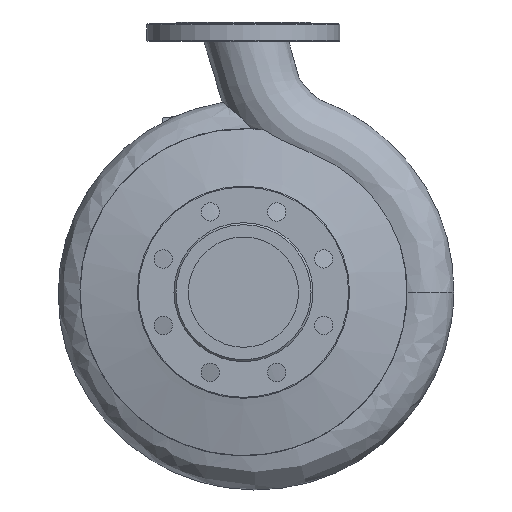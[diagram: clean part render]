
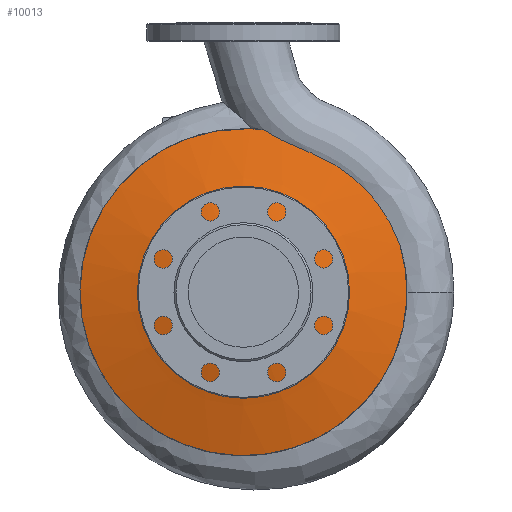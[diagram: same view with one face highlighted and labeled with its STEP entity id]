
A CAD part, left-side view. The second image highlights one B-rep face of the part: STEP entity #10013.
In plain terms, the highlighted conical face has half-angle 75.779 degrees and reference radius 118.295 mm.
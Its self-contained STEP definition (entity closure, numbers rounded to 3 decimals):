
#34=CONICAL_SURFACE('',#11017,118.295,1.323);
#379=FACE_BOUND('',#2430,.T.);
#842=CIRCLE('',#11018,169.44);
#843=CIRCLE('',#11019,67.15);
#1729=FACE_OUTER_BOUND('',#2429,.T.);
#2429=EDGE_LOOP('',(#9371,#9372));
#2430=EDGE_LOOP('',(#9373));
#2528=B_SPLINE_CURVE_WITH_KNOTS('',3,(#20681,#20682,#20683,#20684,#20685,
#20686,#20687,#20688,#20689,#20690,#20691,#20692,#20693,#20694,#20695,#20696,
#20697,#20698,#20699,#20700,#20701,#20702,#20703,#20704,#20705,#20706,#20707,
#20708,#20709,#20710,#20711,#20712,#20713,#20714,#20715,#20716,#20717,#20718,
#20719,#20720,#20721,#20722,#20723,#20724,#20725,#20726,#20727,#20728,#20729,
#20730,#20731,#20732,#20733,#20734,#20735,#20736,#20737,#20738),
 .UNSPECIFIED.,.F.,.F.,(4,3,3,3,3,3,3,3,3,3,3,3,3,3,3,3,3,3,3,4),(5.092,
6.465,6.854,12.564,13.749,14.034,
17.46,19.174,20.03,20.459,20.569,
20.887,21.321,21.596,21.668,23.471,
24.356,24.529,24.687,26.199),
 .UNSPECIFIED.);
#5186=VERTEX_POINT('',#20675);
#5187=VERTEX_POINT('',#20680);
#5190=VERTEX_POINT('',#20791);
#6591=EDGE_CURVE('',#5187,#5186,#2528,.T.);
#6596=EDGE_CURVE('',#5186,#5187,#842,.T.);
#6597=EDGE_CURVE('',#5190,#5190,#843,.T.);
#9371=ORIENTED_EDGE('',*,*,#6591,.T.);
#9372=ORIENTED_EDGE('',*,*,#6596,.T.);
#9373=ORIENTED_EDGE('',*,*,#6597,.F.);
#10013=ADVANCED_FACE('',(#1729,#379),#34,.T.);
#11017=AXIS2_PLACEMENT_3D('',#20789,#13857,#13858);
#11018=AXIS2_PLACEMENT_3D('',#20790,#13859,#13860);
#11019=AXIS2_PLACEMENT_3D('',#20792,#13861,#13862);
#13857=DIRECTION('center_axis',(1.,0.,0.));
#13858=DIRECTION('ref_axis',(0.,0.,
1.));
#13859=DIRECTION('center_axis',(-1.,0.,0.));
#13860=DIRECTION('ref_axis',(0.,0.,
1.));
#13861=DIRECTION('center_axis',(-1.,0.,0.));
#13862=DIRECTION('ref_axis',(0.,0.,
1.));
#20675=CARTESIAN_POINT('',(-36.576,-21.723,300.042));
#20680=CARTESIAN_POINT('',(-36.576,-162.044,181.515));
#20681=CARTESIAN_POINT('Ctrl Pts',(-36.576,-162.044,181.515));
#20682=CARTESIAN_POINT('Ctrl Pts',(-36.637,-160.483,
185.793));
#20683=CARTESIAN_POINT('Ctrl Pts',(-36.701,-158.742,
190.011));
#20684=CARTESIAN_POINT('Ctrl Pts',(-36.765,-156.824,
194.159));
#20685=CARTESIAN_POINT('Ctrl Pts',(-36.784,-156.28,
195.335));
#20686=CARTESIAN_POINT('Ctrl Pts',(-36.802,-155.722,
196.504));
#20687=CARTESIAN_POINT('Ctrl Pts',(-36.821,-155.155,
197.655));
#20688=CARTESIAN_POINT('Ctrl Pts',(-37.091,-146.854,
214.537));
#20689=CARTESIAN_POINT('Ctrl Pts',(-37.361,-136.517,
228.218));
#20690=CARTESIAN_POINT('Ctrl Pts',(-37.615,-126.053,
238.997));
#20691=CARTESIAN_POINT('Ctrl Pts',(-37.668,-123.88,
241.235));
#20692=CARTESIAN_POINT('Ctrl Pts',(-37.72,-121.703,
243.347));
#20693=CARTESIAN_POINT('Ctrl Pts',(-37.771,-119.538,
245.338));
#20694=CARTESIAN_POINT('Ctrl Pts',(-37.783,-119.017,
245.817));
#20695=CARTESIAN_POINT('Ctrl Pts',(-37.795,-118.497,
246.289));
#20696=CARTESIAN_POINT('Ctrl Pts',(-37.808,-117.967,246.763));
#20697=CARTESIAN_POINT('Ctrl Pts',(-37.959,-111.591,
252.462));
#20698=CARTESIAN_POINT('Ctrl Pts',(-38.141,-104.134,
258.155));
#20699=CARTESIAN_POINT('Ctrl Pts',(-38.341,-95.44,
263.492));
#20700=CARTESIAN_POINT('Ctrl Pts',(-38.44,-91.093,266.161));
#20701=CARTESIAN_POINT('Ctrl Pts',(-38.545,-86.435,
268.739));
#20702=CARTESIAN_POINT('Ctrl Pts',(-38.65,-81.444,
271.178));
#20703=CARTESIAN_POINT('Ctrl Pts',(-38.703,-78.949,272.397));
#20704=CARTESIAN_POINT('Ctrl Pts',(-38.756,-76.371,
273.581));
#20705=CARTESIAN_POINT('Ctrl Pts',(-38.808,-73.707,
274.726));
#20706=CARTESIAN_POINT('Ctrl Pts',(-38.834,-72.376,
275.298));
#20707=CARTESIAN_POINT('Ctrl Pts',(-38.859,-71.023,
275.861));
#20708=CARTESIAN_POINT('Ctrl Pts',(-38.884,-69.648,
276.413));
#20709=CARTESIAN_POINT('Ctrl Pts',(-38.891,-69.294,
276.556));
#20710=CARTESIAN_POINT('Ctrl Pts',(-38.897,-68.947,
276.694));
#20711=CARTESIAN_POINT('Ctrl Pts',(-38.903,-68.608,
276.828));
#20712=CARTESIAN_POINT('Ctrl Pts',(-38.921,-67.63,
277.215));
#20713=CARTESIAN_POINT('Ctrl Pts',(-38.937,-66.709,
277.57));
#20714=CARTESIAN_POINT('Ctrl Pts',(-38.953,-65.776,
277.923));
#20715=CARTESIAN_POINT('Ctrl Pts',(-38.974,-64.503,
278.404));
#20716=CARTESIAN_POINT('Ctrl Pts',(-38.989,-63.216,278.904));
#20717=CARTESIAN_POINT('Ctrl Pts',(-38.995,-61.741,
279.493));
#20718=CARTESIAN_POINT('Ctrl Pts',(-38.999,-60.804,
279.868));
#20719=CARTESIAN_POINT('Ctrl Pts',(-39.,-59.792,280.278));
#20720=CARTESIAN_POINT('Ctrl Pts',(-38.995,-58.661,
280.747));
#20721=CARTESIAN_POINT('Ctrl Pts',(-38.993,-58.365,
280.87));
#20722=CARTESIAN_POINT('Ctrl Pts',(-38.991,-58.061,
280.997));
#20723=CARTESIAN_POINT('Ctrl Pts',(-38.989,-57.762,
281.122));
#20724=CARTESIAN_POINT('Ctrl Pts',(-38.933,-50.277,
284.257));
#20725=CARTESIAN_POINT('Ctrl Pts',(-38.639,-43.99,
287.285));
#20726=CARTESIAN_POINT('Ctrl Pts',(-38.298,-38.951,
289.914));
#20727=CARTESIAN_POINT('Ctrl Pts',(-38.13,-36.479,
291.204));
#20728=CARTESIAN_POINT('Ctrl Pts',(-37.952,-34.306,
292.397));
#20729=CARTESIAN_POINT('Ctrl Pts',(-37.782,-32.436,
293.454));
#20730=CARTESIAN_POINT('Ctrl Pts',(-37.749,-32.07,
293.661));
#20731=CARTESIAN_POINT('Ctrl Pts',(-37.716,-31.715,
293.864));
#20732=CARTESIAN_POINT('Ctrl Pts',(-37.684,-31.372,
294.061));
#20733=CARTESIAN_POINT('Ctrl Pts',(-37.654,-31.06,
294.24));
#20734=CARTESIAN_POINT('Ctrl Pts',(-37.624,-30.751,
294.419));
#20735=CARTESIAN_POINT('Ctrl Pts',(-37.594,-30.441,
294.599));
#20736=CARTESIAN_POINT('Ctrl Pts',(-37.301,-27.471,
296.33));
#20737=CARTESIAN_POINT('Ctrl Pts',(-36.962,-24.56,
298.141));
#20738=CARTESIAN_POINT('Ctrl Pts',(-36.576,-21.723,300.042));
#20789=CARTESIAN_POINT('Origin',(-49.538,0.,132.));
#20790=CARTESIAN_POINT('Origin',(-36.576,0.,132.));
#20791=CARTESIAN_POINT('',(-62.5,0.,199.15));
#20792=CARTESIAN_POINT('Origin',(-62.5,0.,132.));
